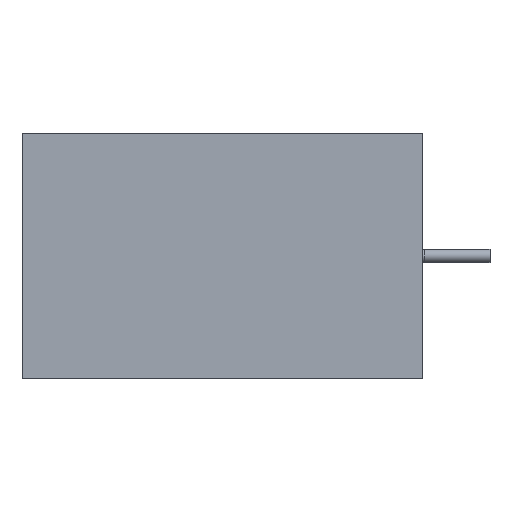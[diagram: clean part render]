
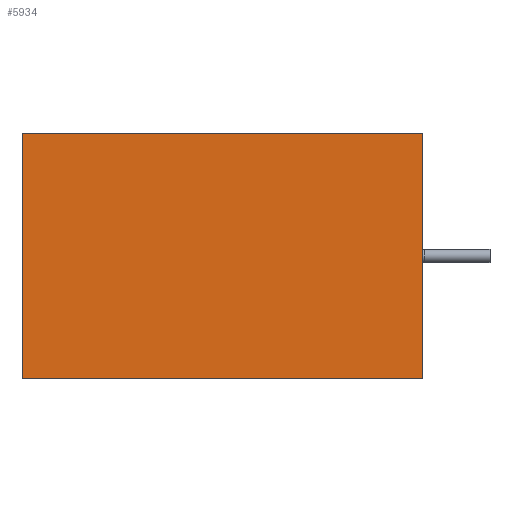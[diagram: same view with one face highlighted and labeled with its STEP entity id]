
A CAD part, left-side view. The second image highlights one B-rep face of the part: STEP entity #5934.
In plain terms, the highlighted planar face has unit normal (-1, 0, 0).
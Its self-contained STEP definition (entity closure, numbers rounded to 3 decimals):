
#544=ORIENTED_EDGE('',*,*,#1711,.T.);
#545=ORIENTED_EDGE('',*,*,#1730,.F.);
#546=ORIENTED_EDGE('',*,*,#1699,.F.);
#547=ORIENTED_EDGE('',*,*,#1731,.T.);
#1699=EDGE_CURVE('',#2299,#2300,#2669,.T.);
#1711=EDGE_CURVE('',#2311,#2310,#2681,.T.);
#1730=EDGE_CURVE('',#2300,#2310,#2700,.T.);
#1731=EDGE_CURVE('',#2299,#2311,#2701,.T.);
#2299=VERTEX_POINT('',#8216);
#2300=VERTEX_POINT('',#8218);
#2310=VERTEX_POINT('',#8241);
#2311=VERTEX_POINT('',#8243);
#2669=LINE('',#8217,#3056);
#2681=LINE('',#8242,#3068);
#2700=LINE('',#8279,#3087);
#2701=LINE('',#8280,#3088);
#3056=VECTOR('',#6576,1000.);
#3068=VECTOR('',#6592,1000.);
#3087=VECTOR('',#6617,1000.);
#3088=VECTOR('',#6618,1000.);
#3354=EDGE_LOOP('',(#544,#545,#546,#547));
#3668=FACE_BOUND('',#3354,.T.);
#3943=PLANE('',#6207);
#5934=ADVANCED_FACE('',(#3668),#3943,.F.);
#6207=AXIS2_PLACEMENT_3D('',#8278,#6615,#6616);
#6576=DIRECTION('',(0.,-1.,0.));
#6592=DIRECTION('',(0.,-1.,0.));
#6615=DIRECTION('',(1.,0.,0.));
#6616=DIRECTION('',(0.,0.,-1.));
#6617=DIRECTION('',(0.,0.,-1.));
#6618=DIRECTION('',(0.,0.,-1.));
#8216=CARTESIAN_POINT('',(-16.,12.25,7.5));
#8217=CARTESIAN_POINT('',(-16.,12.25,7.5));
#8218=CARTESIAN_POINT('',(-16.,-12.25,7.5));
#8241=CARTESIAN_POINT('',(-16.,-12.25,-7.5));
#8242=CARTESIAN_POINT('',(-16.,12.25,-7.5));
#8243=CARTESIAN_POINT('',(-16.,12.25,-7.5));
#8278=CARTESIAN_POINT('',(-16.,12.25,7.5));
#8279=CARTESIAN_POINT('',(-16.,-12.25,7.5));
#8280=CARTESIAN_POINT('',(-16.,12.25,7.5));
